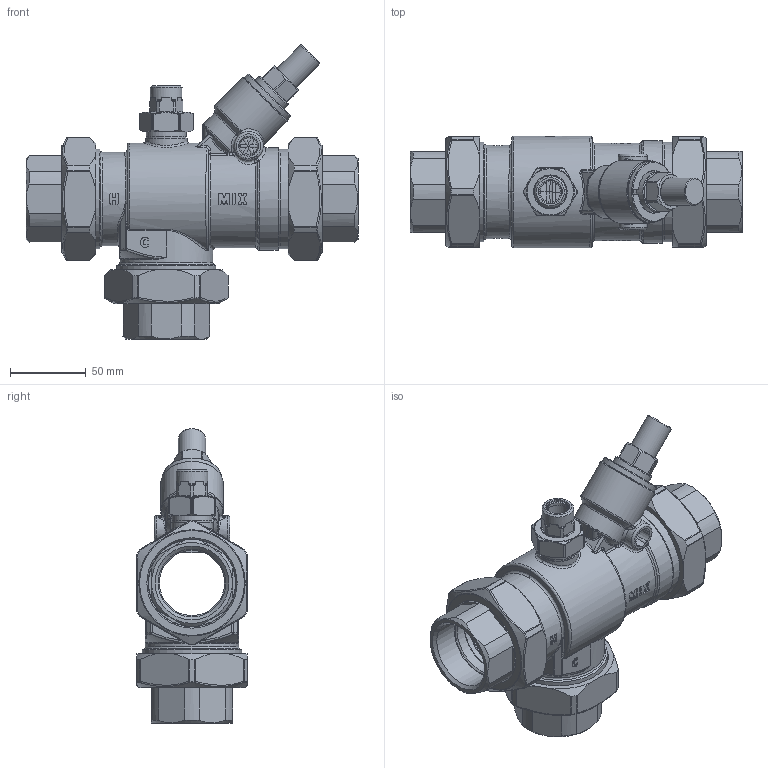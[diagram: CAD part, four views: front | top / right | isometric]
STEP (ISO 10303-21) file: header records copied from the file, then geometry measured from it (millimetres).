
FILE_DESCRIPTION(/* description */ ('Unknown'),/* implementation_level */ '2;1');
FILE_NAME(/* name */ 'T401130G-IM',/* time_stamp */ '2019-07-03T14:05:43+02:00',/* author */ ('Unknown'),/* organization */ ('Unknown'),/* preprocessor_version */ 'ST-DEVELOPER v16.7',/* originating_system */ 'DEX',/* authorisation */ $);
FILE_SCHEMA (('AUTOMOTIVE_DESIGN {1 0 10303 214 3 1 1}'));
Products named in the file (11): 19_03_05-COMPLESSIVO; 31085_oa_0; 21530; 21379; 41062; 70010; 41113; 19_02_05-VITE REGOL_oa_1; 19_02_05-VITE SERR. REGOL_oa_2; 19_02_05-PERNO REGOL; 77023
Assembly tree (16 placements, depth 2):
  19_03_05-COMPLESSIVO
    31085_oa_0
    21530  x3
    21379
    41062
    70010  x3
    41113  x3
    19_02_05-VITE REGOL_oa_1
    19_02_05-VITE SERR. REGOL_oa_2
    19_02_05-PERNO REGOL
    77023
Bounding box: 219.6 x 74 x 194.79 mm (x, y, z)
Volume: 454154.7 mm3; surface area: 207449.9 mm2
Topology: 16 solids, 16 shells, 1627 faces, 3840 edges, 2261 vertices
Faces by surface type: cylinder 492, plane 388, bspline 353, cone 162, sphere 140, torus 92
Full cylindrical faces by diameter (mm): 13.3 x1, 13.5 x1, 14.5 x1, 15.2 x2, 15.3 x1, 15.6 x1, 15.9 x1, 18 x2, 18.014 x1, 18.3 x1, 19 x1, 20.376 x1, 20.955 x1, 22 x1, 22.1 x1, 22.4 x2, 23.9 x1, 24.1 x1, 24.117 x2, 26 x1, 26.441 x2, 27.2 x2, 27.4 x3, 28.4 x1, 33.7 x3, 34 x1, 34.6 x1, 35.376 x1, 37 x1, 40 x1
Entity records: 69629 total; most frequent: CARTESIAN_POINT 30858, ORIENTED_EDGE 6338, DIRECTION 5004, EDGE_CURVE 3169, AXIS2_PLACEMENT_3D 2098, VERTEX_POINT 1976, EDGE_LOOP 1669, FACE_BOUND 1669
